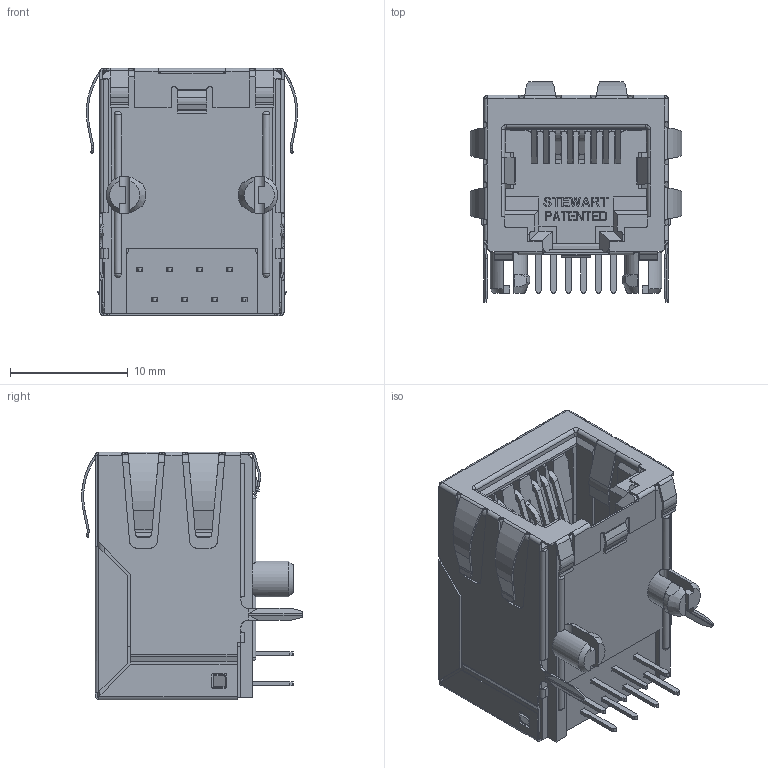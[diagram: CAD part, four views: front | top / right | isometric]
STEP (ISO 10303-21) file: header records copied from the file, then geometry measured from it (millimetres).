
FILE_DESCRIPTION(/* description */ ('STEP AP214'),/* implementation_level */ '2;1');
FILE_NAME(/* name */ 'SS71800-019F',/* time_stamp */ '2024-09-27T02:48:34+02:00',/* author */ ('License CC BY-ND 4.0'),/* organization */ ('CADENAS'),/* preprocessor_version */ 'ST-DEVELOPER v19.3',/* originating_system */ 'PARTsolutions',/* authorisation */ ' ');
FILE_SCHEMA (('AUTOMOTIVE_DESIGN {1 0 10303 214 3 1 1}'));
Products named in the file (5): SS71800-019F; SS71800-019F_PART1; SS71800-019F_PART2; SS71800-019F_PART3; SS71800-019F_PART4
Assembly tree (4 placements, depth 2):
  SS71800-019F
    SS71800-019F_PART1
    SS71800-019F_PART2
    SS71800-019F_PART3
    SS71800-019F_PART4
Bounding box: 17.96 x 18.73 x 21.03 mm (x, y, z)
Volume: 2499.7 mm3; surface area: 5728.5 mm2
Topology: 1 solids, 372 shells, 1531 faces, 5307 edges, 4107 vertices
Faces by surface type: plane 1070, cylinder 317, bspline 126, cone 12, torus 4, sphere 2
Entity records: 60547 total; most frequent: CARTESIAN_POINT 20267, ORIENTED_EDGE 8247, DIRECTION 6035, EDGE_CURVE 5303, VERTEX_POINT 4107, B_SPLINE_CURVE_WITH_KNOTS 2487, LINE 2401, VECTOR 2401
